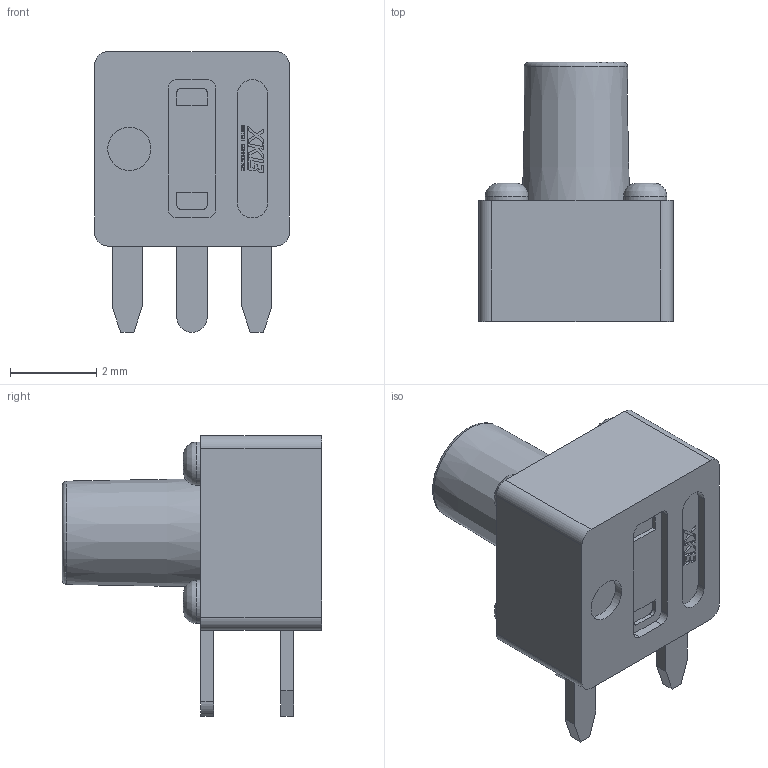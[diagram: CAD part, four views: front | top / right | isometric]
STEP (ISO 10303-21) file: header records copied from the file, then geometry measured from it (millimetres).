
FILE_DESCRIPTION(/* description */ (''),/* implementation_level */ '2;1');
FILE_NAME(/* name */ 'tc-1109de-b-f v3.step',/* time_stamp */ '2020-09-27T22:58:55+02:00',/* author */ (''),/* organization */ (''),/* preprocessor_version */ 'ST-DEVELOPER v18.1',/* originating_system */ 'Autodesk Translation Framework v9.3.0.1241',/* authorisation */ '');
FILE_SCHEMA (('AUTOMOTIVE_DESIGN { 1 0 10303 214 3 1 1 }'));
Length unit declared in the file: millimetre
Products named in the file (1): tc-1109de-b-f
Bounding box: 4.5 x 6 x 6.5 mm (x, y, z)
Volume: 72.4 mm3; surface area: 132.3 mm2
Topology: 1 solids, 1 shells, 507 faces, 1419 edges, 946 vertices
Faces by surface type: plane 477, cylinder 24, bspline 4, torus 1, cone 1
Full cylindrical faces by diameter (mm): 1 x5
Entity records: 16164 total; most frequent: CARTESIAN_POINT 2977, ORIENTED_EDGE 2838, DIRECTION 2492, EDGE_CURVE 1419, LINE 1354, VECTOR 1354, VERTEX_POINT 946, AXIS2_PLACEMENT_3D 569
